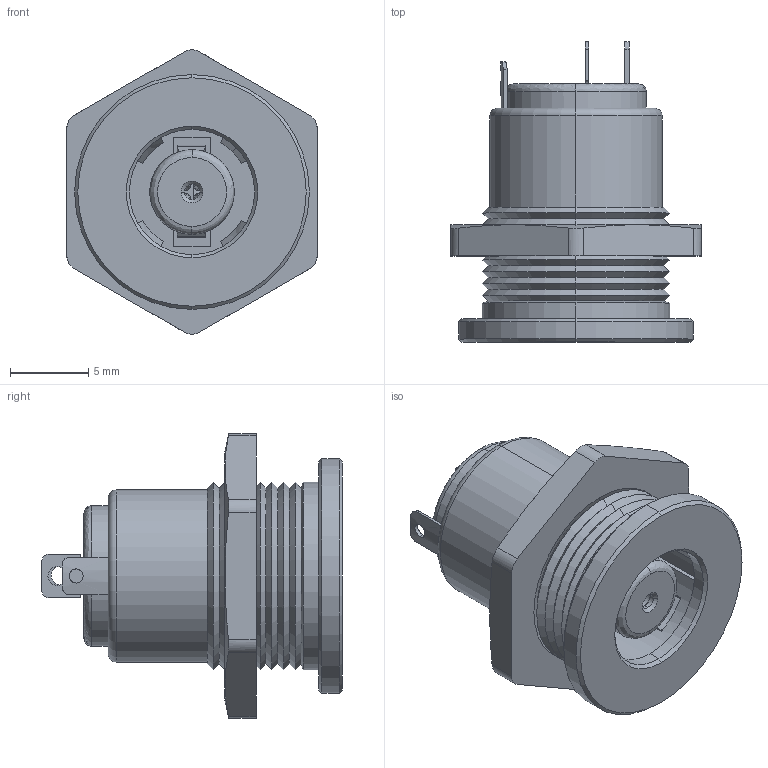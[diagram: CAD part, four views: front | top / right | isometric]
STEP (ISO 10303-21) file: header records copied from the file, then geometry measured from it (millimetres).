
FILE_DESCRIPTION (( 'STEP AP214' ), '1' );
FILE_NAME ('HEL-06-03000-00.step', '2023-07-26T13:50:03', ( '' ), ( '' ), 'SwSTEP 2.0', 'SolidWorks 2021', '' );
FILE_SCHEMA (( 'AUTOMOTIVE_DESIGN' ));
Length unit declared in the file: millimetre
Products named in the file (1): HEL-06-03000-00
Bounding box: 16 x 19.2 x 18.17 mm (x, y, z)
Volume: 1443.9 mm3; surface area: 3562.7 mm2
Topology: 8 solids, 8 shells, 427 faces, 1105 edges, 694 vertices
Faces by surface type: plane 205, cone 99, cylinder 93, bspline 24, torus 6
Entity records: 18688 total; most frequent: CARTESIAN_POINT 3432, ORIENTED_EDGE 2206, DIRECTION 2167, EDGE_CURVE 1103, AXIS2_PLACEMENT_3D 772, VERTEX_POINT 694, LINE 623, VECTOR 623
